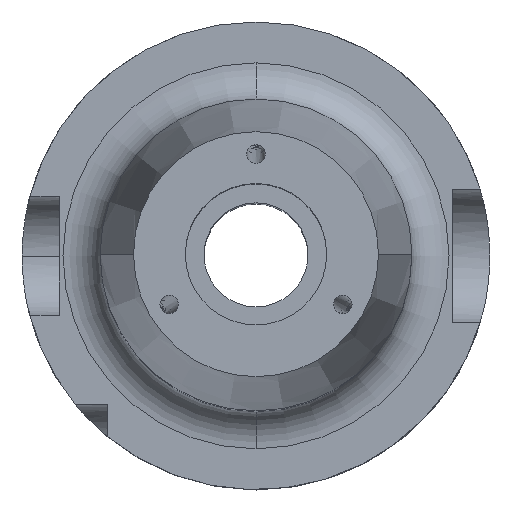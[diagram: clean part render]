
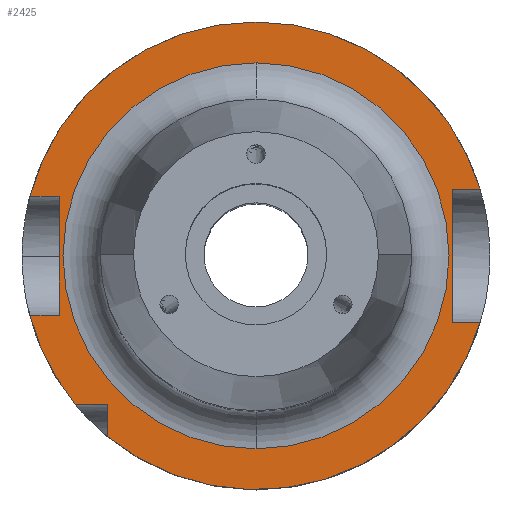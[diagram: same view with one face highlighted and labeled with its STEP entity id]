
A CAD part, top view. The second image highlights one B-rep face of the part: STEP entity #2425.
In plain terms, the highlighted planar face has unit normal (0, 0, 1).
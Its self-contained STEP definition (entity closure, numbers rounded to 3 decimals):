
#5 = ORIENTED_EDGE ( 'NONE', *, *, #2531, .F. ) ;
#16 = CARTESIAN_POINT ( 'NONE',  ( -26.5, 0., 26. ) ) ;
#20 = CARTESIAN_POINT ( 'NONE',  ( 0., 0., 26. ) ) ;
#124 = VERTEX_POINT ( 'NONE', #2896 ) ;
#145 = AXIS2_PLACEMENT_3D ( 'NONE', #940, #3550, #1310 ) ;
#153 = PLANE ( 'NONE',  #1181 ) ;
#276 = VECTOR ( 'NONE', #2164, 1000. ) ;
#315 = CARTESIAN_POINT ( 'NONE',  ( 0., 8., 26. ) ) ;
#395 = DIRECTION ( 'NONE',  ( 0., -1., 0. ) ) ;
#402 = ORIENTED_EDGE ( 'NONE', *, *, #1927, .T. ) ;
#519 = DIRECTION ( 'NONE',  ( 0., -1., 0. ) ) ;
#528 = VERTEX_POINT ( 'NONE', #1630 ) ;
#544 = DIRECTION ( 'NONE',  ( 0., 0., -1. ) ) ;
#572 = AXIS2_PLACEMENT_3D ( 'NONE', #3876, #1626, #4254 ) ;
#575 = VERTEX_POINT ( 'NONE', #2379 ) ;
#626 = LINE ( 'NONE', #2813, #2585 ) ;
#699 = CARTESIAN_POINT ( 'NONE',  ( 0., -20., 26. ) ) ;
#836 = CARTESIAN_POINT ( 'NONE',  ( 0., 26., 26. ) ) ;
#900 = VERTEX_POINT ( 'NONE', #4428 ) ;
#916 = VECTOR ( 'NONE', #2243, 1000. ) ;
#940 = CARTESIAN_POINT ( 'NONE',  ( 0., 0., 26. ) ) ;
#967 = CARTESIAN_POINT ( 'NONE',  ( 0., 0., 26. ) ) ;
#976 = DIRECTION ( 'NONE',  ( 0., 1., 0. ) ) ;
#1065 = DIRECTION ( 'NONE',  ( 0., 0., -1. ) ) ;
#1079 = VERTEX_POINT ( 'NONE', #4734 ) ;
#1084 = EDGE_LOOP ( 'NONE', ( #2143, #1489, #3896, #4041, #402, #4267, #2471, #1091, #1928, #2054, #5, #2807 ) ) ;
#1091 = ORIENTED_EDGE ( 'NONE', *, *, #4377, .F. ) ;
#1099 = EDGE_CURVE ( 'NONE', #4611, #1079, #1536, .T. ) ;
#1137 = LINE ( 'NONE', #16, #4015 ) ;
#1181 = AXIS2_PLACEMENT_3D ( 'NONE', #1606, #2734, #519 ) ;
#1199 = LINE ( 'NONE', #699, #4082 ) ;
#1264 = VECTOR ( 'NONE', #1586, 1000. ) ;
#1310 = DIRECTION ( 'NONE',  ( 0., 1., 0. ) ) ;
#1342 = DIRECTION ( 'NONE',  ( 0., 1., 0. ) ) ;
#1361 = LINE ( 'NONE', #315, #2359 ) ;
#1449 = EDGE_CURVE ( 'NONE', #2867, #2111, #1707, .T. ) ;
#1489 = ORIENTED_EDGE ( 'NONE', *, *, #1785, .F. ) ;
#1536 = LINE ( 'NONE', #4186, #4520 ) ;
#1586 = DIRECTION ( 'NONE',  ( 0., 1., 0. ) ) ;
#1595 = FACE_BOUND ( 'NONE', #4535, .T. ) ;
#1606 = CARTESIAN_POINT ( 'NONE',  ( 0., 0., 26. ) ) ;
#1610 = EDGE_CURVE ( 'NONE', #4215, #900, #1199, .T. ) ;
#1624 = CARTESIAN_POINT ( 'NONE',  ( 26.5, -9., 26. ) ) ;
#1626 = DIRECTION ( 'NONE',  ( 0., 0., -1. ) ) ;
#1630 = CARTESIAN_POINT ( 'NONE',  ( -26.5, -8., 26. ) ) ;
#1707 = CIRCLE ( 'NONE', #3685, 26. ) ;
#1772 = CARTESIAN_POINT ( 'NONE',  ( 26.5, 9., 26. ) ) ;
#1785 = EDGE_CURVE ( 'NONE', #3751, #4215, #626, .T. ) ;
#1798 = DIRECTION ( 'NONE',  ( -1., 0., 0. ) ) ;
#1927 = EDGE_CURVE ( 'NONE', #3602, #4611, #3227, .T. ) ;
#1928 = ORIENTED_EDGE ( 'NONE', *, *, #4617, .F. ) ;
#2035 = EDGE_CURVE ( 'NONE', #2887, #3602, #2873, .T. ) ;
#2054 = ORIENTED_EDGE ( 'NONE', *, *, #3374, .F. ) ;
#2111 = VERTEX_POINT ( 'NONE', #3036 ) ;
#2143 = ORIENTED_EDGE ( 'NONE', *, *, #1610, .F. ) ;
#2164 = DIRECTION ( 'NONE',  ( 1., 0., 0. ) ) ;
#2182 = CIRCLE ( 'NONE', #572, 26. ) ;
#2227 = LINE ( 'NONE', #4436, #276 ) ;
#2243 = DIRECTION ( 'NONE',  ( -1., 0., 0. ) ) ;
#2270 = CARTESIAN_POINT ( 'NONE',  ( -26.5, 8., 26. ) ) ;
#2284 = CIRCLE ( 'NONE', #2971, 31.5 ) ;
#2359 = VECTOR ( 'NONE', #3269, 1000. ) ;
#2379 = CARTESIAN_POINT ( 'NONE',  ( 0., 31.5, 26. ) ) ;
#2425 = ADVANCED_FACE ( 'NONE', ( #1595, #2707 ), #153, .T. ) ;
#2471 = ORIENTED_EDGE ( 'NONE', *, *, #4289, .F. ) ;
#2531 = EDGE_CURVE ( 'NONE', #2761, #528, #2227, .T. ) ;
#2585 = VECTOR ( 'NONE', #976, 1000. ) ;
#2609 = DIRECTION ( 'NONE',  ( 0., 0., -1. ) ) ;
#2707 = FACE_OUTER_BOUND ( 'NONE', #1084, .T. ) ;
#2734 = DIRECTION ( 'NONE',  ( 0., 0., 1. ) ) ;
#2750 = CARTESIAN_POINT ( 'NONE',  ( 0., 0., 26. ) ) ;
#2761 = VERTEX_POINT ( 'NONE', #3821 ) ;
#2807 = ORIENTED_EDGE ( 'NONE', *, *, #3623, .F. ) ;
#2813 = CARTESIAN_POINT ( 'NONE',  ( -20., 0., 26. ) ) ;
#2867 = VERTEX_POINT ( 'NONE', #836 ) ;
#2873 = LINE ( 'NONE', #4504, #916 ) ;
#2887 = VERTEX_POINT ( 'NONE', #3835 ) ;
#2896 = CARTESIAN_POINT ( 'NONE',  ( -30.467, 8., 26. ) ) ;
#2911 = ORIENTED_EDGE ( 'NONE', *, *, #3010, .T. ) ;
#2915 = CIRCLE ( 'NONE', #4754, 31.5 ) ;
#2971 = AXIS2_PLACEMENT_3D ( 'NONE', #2750, #544, #3136 ) ;
#3010 = EDGE_CURVE ( 'NONE', #2111, #2867, #2182, .T. ) ;
#3011 = DIRECTION ( 'NONE',  ( 0., 1., 0. ) ) ;
#3036 = CARTESIAN_POINT ( 'NONE',  ( 0., -26., 26. ) ) ;
#3136 = DIRECTION ( 'NONE',  ( 0., 1., 0. ) ) ;
#3227 = LINE ( 'NONE', #3843, #1264 ) ;
#3269 = DIRECTION ( 'NONE',  ( -1., 0., 0. ) ) ;
#3289 = CARTESIAN_POINT ( 'NONE',  ( 0., 0., 26. ) ) ;
#3328 = CIRCLE ( 'NONE', #3931, 31.5 ) ;
#3374 = EDGE_CURVE ( 'NONE', #528, #4148, #1137, .T. ) ;
#3550 = DIRECTION ( 'NONE',  ( 0., 0., -1. ) ) ;
#3569 = DIRECTION ( 'NONE',  ( 0., 0., -1. ) ) ;
#3602 = VERTEX_POINT ( 'NONE', #1624 ) ;
#3623 = EDGE_CURVE ( 'NONE', #900, #2761, #4302, .T. ) ;
#3678 = DIRECTION ( 'NONE',  ( 0., 1., 0. ) ) ;
#3685 = AXIS2_PLACEMENT_3D ( 'NONE', #20, #2609, #395 ) ;
#3710 = ORIENTED_EDGE ( 'NONE', *, *, #1449, .T. ) ;
#3751 = VERTEX_POINT ( 'NONE', #4354 ) ;
#3821 = CARTESIAN_POINT ( 'NONE',  ( -30.467, -8., 26. ) ) ;
#3835 = CARTESIAN_POINT ( 'NONE',  ( 30.187, -9., 26. ) ) ;
#3843 = CARTESIAN_POINT ( 'NONE',  ( 26.5, 0., 26. ) ) ;
#3876 = CARTESIAN_POINT ( 'NONE',  ( 0., 0., 26. ) ) ;
#3896 = ORIENTED_EDGE ( 'NONE', *, *, #4632, .F. ) ;
#3931 = AXIS2_PLACEMENT_3D ( 'NONE', #3289, #1065, #3678 ) ;
#4015 = VECTOR ( 'NONE', #3011, 1000. ) ;
#4041 = ORIENTED_EDGE ( 'NONE', *, *, #2035, .T. ) ;
#4055 = DIRECTION ( 'NONE',  ( 1., 0., 0. ) ) ;
#4082 = VECTOR ( 'NONE', #1798, 1000. ) ;
#4148 = VERTEX_POINT ( 'NONE', #2270 ) ;
#4186 = CARTESIAN_POINT ( 'NONE',  ( 0., 9., 26. ) ) ;
#4215 = VERTEX_POINT ( 'NONE', #4579 ) ;
#4254 = DIRECTION ( 'NONE',  ( 0., -1., 0. ) ) ;
#4267 = ORIENTED_EDGE ( 'NONE', *, *, #1099, .T. ) ;
#4289 = EDGE_CURVE ( 'NONE', #575, #1079, #2284, .T. ) ;
#4302 = CIRCLE ( 'NONE', #145, 31.5 ) ;
#4354 = CARTESIAN_POINT ( 'NONE',  ( -20., -24.336, 26. ) ) ;
#4377 = EDGE_CURVE ( 'NONE', #124, #575, #2915, .T. ) ;
#4428 = CARTESIAN_POINT ( 'NONE',  ( -24.336, -20., 26. ) ) ;
#4436 = CARTESIAN_POINT ( 'NONE',  ( 0., -8., 26. ) ) ;
#4504 = CARTESIAN_POINT ( 'NONE',  ( 0., -9., 26. ) ) ;
#4520 = VECTOR ( 'NONE', #4055, 1000. ) ;
#4535 = EDGE_LOOP ( 'NONE', ( #2911, #3710 ) ) ;
#4579 = CARTESIAN_POINT ( 'NONE',  ( -20., -20., 26. ) ) ;
#4611 = VERTEX_POINT ( 'NONE', #1772 ) ;
#4617 = EDGE_CURVE ( 'NONE', #4148, #124, #1361, .T. ) ;
#4632 = EDGE_CURVE ( 'NONE', #2887, #3751, #3328, .T. ) ;
#4734 = CARTESIAN_POINT ( 'NONE',  ( 30.187, 9., 26. ) ) ;
#4754 = AXIS2_PLACEMENT_3D ( 'NONE', #967, #3569, #1342 ) ;
